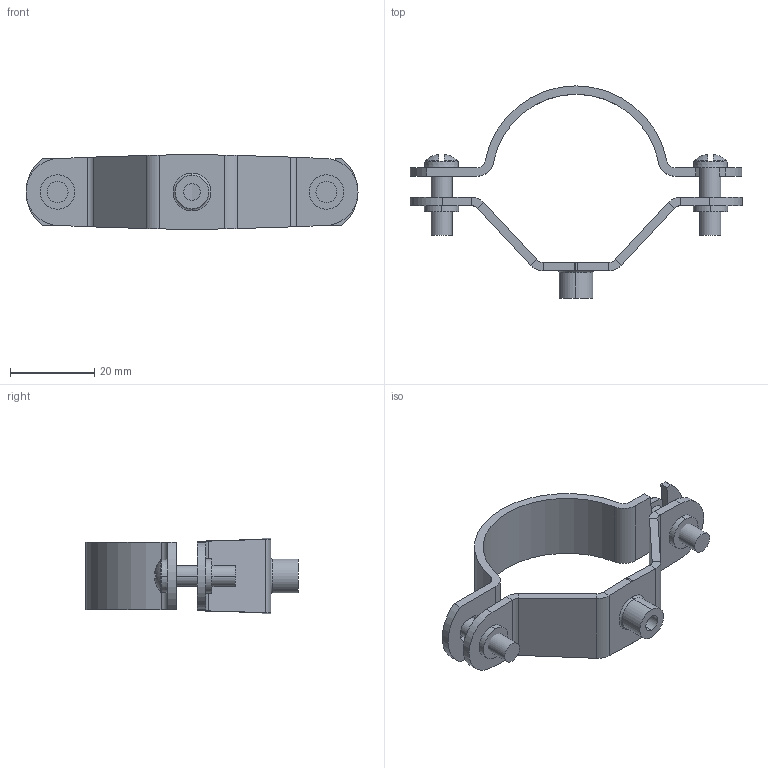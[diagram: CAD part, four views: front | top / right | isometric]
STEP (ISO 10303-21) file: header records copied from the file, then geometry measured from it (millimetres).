
FILE_DESCRIPTION (( 'STEP AP214' ), '1' );
FILE_NAME ('1383418.stp', '2019-06-05T13:26:00', ( '' ), ( '' ), 'SwSTEP 2.0', 'SolidWorks 2018', '' );
FILE_SCHEMA (( 'AUTOMOTIVE_DESIGN' ));
Length unit declared in the file: millimetre
Products named in the file (4): EM410-40-02_Standard; 1383418; EM410-40-01_Standard; BW001_M5 x 16
Assembly tree (4 placements, depth 2):
  1383418
    EM410-40-01_Standard
    EM410-40-02_Standard
    BW001_M5 x 16  x2
Bounding box: 79 x 50.5 x 18 mm (x, y, z)
Volume: 6980.2 mm3; surface area: 7987.2 mm2
Topology: 4 solids, 4 shells, 158 faces, 375 edges, 226 vertices
Faces by surface type: plane 84, cylinder 40, cone 16, bspline 8, torus 6, sphere 4
Entity records: 3777 total; most frequent: CARTESIAN_POINT 887, DIRECTION 593, ORIENTED_EDGE 562, EDGE_CURVE 281, AXIS2_PLACEMENT_3D 221, VERTEX_POINT 171, LINE 151, VECTOR 151
